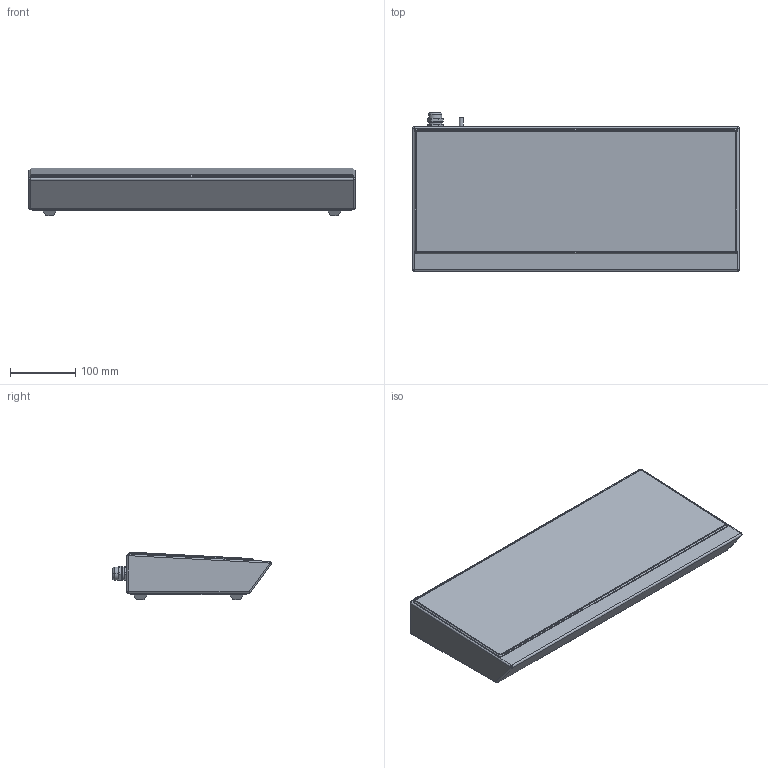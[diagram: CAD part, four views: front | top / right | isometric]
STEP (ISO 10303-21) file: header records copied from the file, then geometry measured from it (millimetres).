
FILE_DESCRIPTION((''),'2;1');
FILE_NAME('CAD-8002_SW0001','2021-10-07T08:21:50',('creinig-se'),(''),'CREO PARAMETRIC BY PTC INC, 2019292','CREO PARAMETRIC BY PTC INC, 2019292','');
FILE_SCHEMA(('CONFIG_CONTROL_DESIGN','SHAPE_APPEARANCE_LAYERS_GROUPS'));
Length unit declared in the file: millimetre
Products named in the file (1): CAD-8002_SW0001
Bounding box: 501.6 x 243.83 x 73.23 mm (x, y, z)
Volume: 6209162.9 mm3; surface area: 298207.3 mm2
Topology: 1 solids, 1 shells, 487 faces, 1092 edges, 648 vertices
Faces by surface type: plane 225, cone 154, cylinder 94, sphere 12, torus 2
Entity records: 18409 total; most frequent: CARTESIAN_POINT 4353, DIRECTION 2348, ORIENTED_EDGE 2160, EDGE_CURVE 1080, AXIS2_PLACEMENT_3D 909, VERTEX_POINT 648, EDGE_LOOP 540, VECTOR 530
